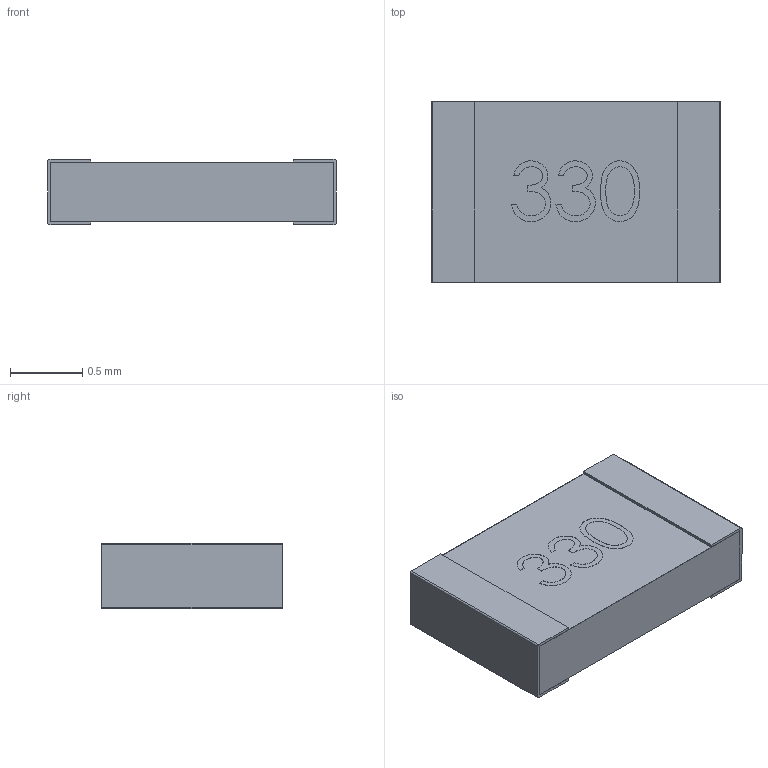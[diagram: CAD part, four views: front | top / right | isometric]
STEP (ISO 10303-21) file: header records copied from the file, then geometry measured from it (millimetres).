
FILE_DESCRIPTION (( 'STEP AP214' ), '1' );
FILE_NAME ('330R 5%.STEP', '2019-04-22T20:12:24', ( '' ), ( '' ), 'SwSTEP 2.0', 'SolidWorks 2013', '' );
FILE_SCHEMA (( 'AUTOMOTIVE_DESIGN' ));
Length unit declared in the file: millimetre
Products named in the file (4): p3; p2; p1; 330R 5%
Assembly tree (4 placements, depth 2):
  330R 5%
    p1
    p2  x2
    p3
Bounding box: 2 x 1.25 x 0.45 mm (x, y, z)
Volume: 1.1 mm3; surface area: 16.3 mm2
Topology: 4 solids, 4 shells, 83 faces, 213 edges, 142 vertices
Faces by surface type: plane 42, bspline 37, cylinder 4
Entity records: 4967 total; most frequent: CARTESIAN_POINT 2732, ORIENTED_EDGE 366, DIRECTION 195, EDGE_CURVE 183, VERTEX_POINT 122, LINE 105, VECTOR 105, EDGE_LOOP 75
